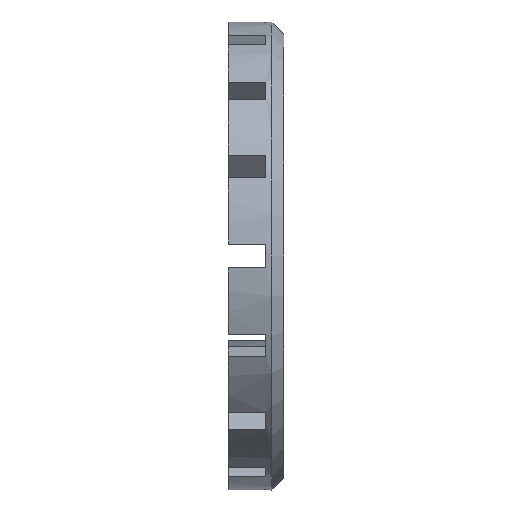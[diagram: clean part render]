
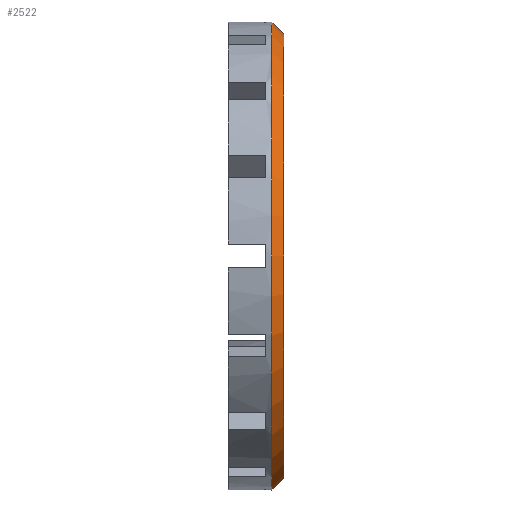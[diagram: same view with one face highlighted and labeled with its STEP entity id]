
A CAD part, front view. The second image highlights one B-rep face of the part: STEP entity #2522.
In plain terms, the highlighted conical face has half-angle 45 degrees and reference radius 19.137 mm.
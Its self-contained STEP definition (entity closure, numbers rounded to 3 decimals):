
#15=CONICAL_SURFACE('',#2758,19.138,0.785);
#176=FACE_OUTER_BOUND('',#311,.T.);
#311=EDGE_LOOP('',(#1954,#1955,#1956,#1957,#1958));
#496=LINE('',#4452,#692);
#692=VECTOR('',#3297,19.138);
#908=CIRCLE('',#2759,18.638);
#909=CIRCLE('',#2760,19.638);
#910=CIRCLE('',#2761,19.638);
#1152=VERTEX_POINT('',#4449);
#1153=VERTEX_POINT('',#4451);
#1154=VERTEX_POINT('',#4453);
#1467=EDGE_CURVE('',#1152,#1152,#908,.T.);
#1468=EDGE_CURVE('',#1152,#1153,#496,.T.);
#1469=EDGE_CURVE('',#1153,#1154,#909,.T.);
#1470=EDGE_CURVE('',#1154,#1153,#910,.T.);
#1954=ORIENTED_EDGE('',*,*,#1467,.T.);
#1955=ORIENTED_EDGE('',*,*,#1468,.T.);
#1956=ORIENTED_EDGE('',*,*,#1469,.T.);
#1957=ORIENTED_EDGE('',*,*,#1470,.T.);
#1958=ORIENTED_EDGE('',*,*,#1468,.F.);
#2522=ADVANCED_FACE('',(#176),#15,.T.);
#2758=AXIS2_PLACEMENT_3D('',#4448,#3293,#3294);
#2759=AXIS2_PLACEMENT_3D('',#4450,#3295,#3296);
#2760=AXIS2_PLACEMENT_3D('',#4454,#3298,#3299);
#2761=AXIS2_PLACEMENT_3D('',#4455,#3300,#3301);
#3293=DIRECTION('center_axis',(-1.,0.,0.));
#3294=DIRECTION('ref_axis',(0.,0.,
1.));
#3295=DIRECTION('center_axis',(-1.,0.,0.));
#3296=DIRECTION('ref_axis',(0.,0.,
1.));
#3297=DIRECTION('',(-0.707,0.,-0.707));
#3298=DIRECTION('center_axis',(1.,0.,0.));
#3299=DIRECTION('ref_axis',(0.,0.,1.));
#3300=DIRECTION('center_axis',(1.,0.,0.));
#3301=DIRECTION('ref_axis',(0.,0.,1.));
#4448=CARTESIAN_POINT('Origin',(61.865,16.304,0.));
#4449=CARTESIAN_POINT('',(62.365,16.304,-18.637));
#4450=CARTESIAN_POINT('Origin',(62.365,16.304,0.));
#4451=CARTESIAN_POINT('',(61.365,16.304,-19.637));
#4452=CARTESIAN_POINT('',(61.865,16.304,-19.137));
#4453=CARTESIAN_POINT('',(61.365,16.304,19.638));
#4454=CARTESIAN_POINT('Origin',(61.365,16.304,0.));
#4455=CARTESIAN_POINT('Origin',(61.365,16.304,0.));
